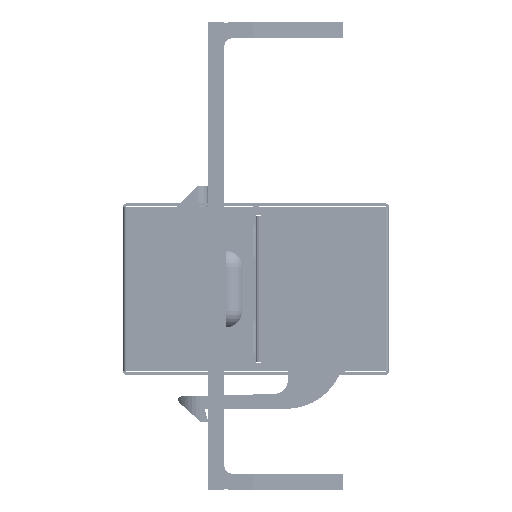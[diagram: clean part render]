
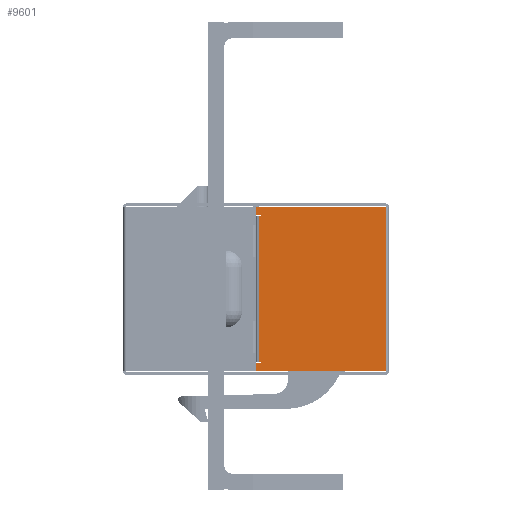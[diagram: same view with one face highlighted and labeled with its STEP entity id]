
A CAD part, left-side view. The second image highlights one B-rep face of the part: STEP entity #9601.
In plain terms, the highlighted face is planar.
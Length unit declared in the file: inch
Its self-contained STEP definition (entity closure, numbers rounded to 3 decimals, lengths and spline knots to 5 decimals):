
#19 = CARTESIAN_POINT ( 'NONE',  ( 0.30394, -0.2874, -0.48228 ) ) ;
#805 = DIRECTION ( 'NONE',  ( 0., 0., -1. ) ) ;
#1265 = LINE ( 'NONE', #60646, #30676 ) ;
#3578 = VECTOR ( 'NONE', #41340, 39.37008 ) ;
#3906 = DIRECTION ( 'NONE',  ( 0., -1., 0. ) ) ;
#4004 = VERTEX_POINT ( 'NONE', #17765 ) ;
#4917 = AXIS2_PLACEMENT_3D ( 'NONE', #63424, #75161, #40150 ) ;
#5448 = LINE ( 'NONE', #58722, #3578 ) ;
#5538 = CIRCLE ( 'NONE', #38293, 0.00246 ) ;
#6837 = CARTESIAN_POINT ( 'NONE',  ( -0.30394, -0.2874, -0.48228 ) ) ;
#7078 = CARTESIAN_POINT ( 'NONE',  ( -0.2685, -0.2874, -0.46654 ) ) ;
#7794 = ORIENTED_EDGE ( 'NONE', *, *, #64197, .T. ) ;
#9601 = ADVANCED_FACE ( 'NONE', ( #10686 ), #34270, .F. ) ;
#10686 = FACE_OUTER_BOUND ( 'NONE', #40058, .T. ) ;
#11744 = ORIENTED_EDGE ( 'NONE', *, *, #54967, .T. ) ;
#11975 = VERTEX_POINT ( 'NONE', #49315 ) ;
#12524 = DIRECTION ( 'NONE',  ( 1., 0., 0. ) ) ;
#13890 = CARTESIAN_POINT ( 'NONE',  ( 0.30394, -0.2874, -0.48228 ) ) ;
#14664 = DIRECTION ( 'NONE',  ( 1., 0., 0. ) ) ;
#14988 = VECTOR ( 'NONE', #14664, 39.37008 ) ;
#15353 = CARTESIAN_POINT ( 'NONE',  ( -0.27343, -0.2874, 0. ) ) ;
#16838 = LINE ( 'NONE', #67176, #14988 ) ;
#17765 = CARTESIAN_POINT ( 'NONE',  ( 0.27343, -0.2874, -0.46654 ) ) ;
#19089 = EDGE_CURVE ( 'NONE', #73688, #53988, #24500, .T. ) ;
#19789 = DIRECTION ( 'NONE',  ( 1., 0., 0. ) ) ;
#20380 = VERTEX_POINT ( 'NONE', #19 ) ;
#20744 = ORIENTED_EDGE ( 'NONE', *, *, #41323, .T. ) ;
#21174 = CARTESIAN_POINT ( 'NONE',  ( -0.30394, -0.2874, -0.00315 ) ) ;
#21874 = CARTESIAN_POINT ( 'NONE',  ( -0.30394, -0.2874, -0.48228 ) ) ;
#23259 = ORIENTED_EDGE ( 'NONE', *, *, #32158, .F. ) ;
#23799 = DIRECTION ( 'NONE',  ( 0., 0., 1. ) ) ;
#24500 = CIRCLE ( 'NONE', #27406, 0.00246 ) ;
#26032 = EDGE_CURVE ( 'NONE', #55174, #11975, #74982, .T. ) ;
#27406 = AXIS2_PLACEMENT_3D ( 'NONE', #39084, #3906, #44978 ) ;
#27746 = DIRECTION ( 'NONE',  ( 0., 0., -1. ) ) ;
#28285 = VECTOR ( 'NONE', #805, 39.37008 ) ;
#28534 = VECTOR ( 'NONE', #62212, 39.37008 ) ;
#29155 = VERTEX_POINT ( 'NONE', #48094 ) ;
#30085 = CARTESIAN_POINT ( 'NONE',  ( 0.2685, -0.2874, 0. ) ) ;
#30676 = VECTOR ( 'NONE', #66541, 39.37008 ) ;
#31752 = CARTESIAN_POINT ( 'NONE',  ( 0.2685, -0.2874, -0.46654 ) ) ;
#32146 = ORIENTED_EDGE ( 'NONE', *, *, #42311, .F. ) ;
#32158 = EDGE_CURVE ( 'NONE', #35084, #41180, #16838, .T. ) ;
#32972 = LINE ( 'NONE', #53009, #46706 ) ;
#33164 = ORIENTED_EDGE ( 'NONE', *, *, #62594, .F. ) ;
#34270 = PLANE ( 'NONE',  #4917 ) ;
#34420 = CARTESIAN_POINT ( 'NONE',  ( -0.27343, -0.2874, -0.48228 ) ) ;
#34757 = DIRECTION ( 'NONE',  ( 0., -1., 0. ) ) ;
#35084 = VERTEX_POINT ( 'NONE', #21174 ) ;
#35523 = EDGE_CURVE ( 'NONE', #29155, #73688, #42818, .T. ) ;
#35765 = CARTESIAN_POINT ( 'NONE',  ( 0.30394, -0.2874, -0.00315 ) ) ;
#35874 = VERTEX_POINT ( 'NONE', #34420 ) ;
#38293 = AXIS2_PLACEMENT_3D ( 'NONE', #69782, #34757, #75635 ) ;
#39084 = CARTESIAN_POINT ( 'NONE',  ( -0.27096, -0.2874, -0.46654 ) ) ;
#40058 = EDGE_LOOP ( 'NONE', ( #57881, #49063, #48024, #50101, #45544, #32146, #33164, #20744, #46841, #23259, #7794, #11744 ) ) ;
#40150 = DIRECTION ( 'NONE',  ( 0., 0., 1. ) ) ;
#41006 = VECTOR ( 'NONE', #49024, 39.37008 ) ;
#41180 = VERTEX_POINT ( 'NONE', #35765 ) ;
#41323 = EDGE_CURVE ( 'NONE', #71649, #20380, #71457, .T. ) ;
#41340 = DIRECTION ( 'NONE',  ( 0., 0., 1. ) ) ;
#42311 = EDGE_CURVE ( 'NONE', #4004, #55174, #5538, .T. ) ;
#42818 = LINE ( 'NONE', #66436, #41006 ) ;
#44118 = LINE ( 'NONE', #15353, #28534 ) ;
#44978 = DIRECTION ( 'NONE',  ( 0., 0., 1. ) ) ;
#45544 = ORIENTED_EDGE ( 'NONE', *, *, #26032, .F. ) ;
#46706 = VECTOR ( 'NONE', #23799, 39.37008 ) ;
#46740 = VERTEX_POINT ( 'NONE', #6837 ) ;
#46841 = ORIENTED_EDGE ( 'NONE', *, *, #70485, .T. ) ;
#47417 = CARTESIAN_POINT ( 'NONE',  ( 0.30394, -0.2874, -0.48228 ) ) ;
#48024 = ORIENTED_EDGE ( 'NONE', *, *, #35523, .F. ) ;
#48033 = LINE ( 'NONE', #47417, #63610 ) ;
#48094 = CARTESIAN_POINT ( 'NONE',  ( -0.2685, -0.2874, -0.47146 ) ) ;
#49024 = DIRECTION ( 'NONE',  ( 0., 0., 1. ) ) ;
#49063 = ORIENTED_EDGE ( 'NONE', *, *, #19089, .F. ) ;
#49315 = CARTESIAN_POINT ( 'NONE',  ( 0.2685, -0.2874, -0.47146 ) ) ;
#50101 = ORIENTED_EDGE ( 'NONE', *, *, #51845, .T. ) ;
#51845 = EDGE_CURVE ( 'NONE', #29155, #11975, #1265, .T. ) ;
#53009 = CARTESIAN_POINT ( 'NONE',  ( 0.30394, -0.2874, 0. ) ) ;
#53186 = CARTESIAN_POINT ( 'NONE',  ( -0.27343, -0.2874, -0.46654 ) ) ;
#53988 = VERTEX_POINT ( 'NONE', #53186 ) ;
#54967 = EDGE_CURVE ( 'NONE', #46740, #35874, #48033, .T. ) ;
#55174 = VERTEX_POINT ( 'NONE', #31752 ) ;
#55896 = VECTOR ( 'NONE', #19789, 39.37008 ) ;
#57881 = ORIENTED_EDGE ( 'NONE', *, *, #74816, .F. ) ;
#58722 = CARTESIAN_POINT ( 'NONE',  ( 0.27343, -0.2874, 0. ) ) ;
#60646 = CARTESIAN_POINT ( 'NONE',  ( -0.2685, -0.2874, -0.47146 ) ) ;
#62212 = DIRECTION ( 'NONE',  ( 0., 0., -1. ) ) ;
#62594 = EDGE_CURVE ( 'NONE', #71649, #4004, #5448, .T. ) ;
#62879 = VECTOR ( 'NONE', #27746, 39.37008 ) ;
#63424 = CARTESIAN_POINT ( 'NONE',  ( 0.30394, -0.2874, 0. ) ) ;
#63610 = VECTOR ( 'NONE', #12524, 39.37008 ) ;
#64197 = EDGE_CURVE ( 'NONE', #35084, #46740, #64742, .T. ) ;
#64742 = LINE ( 'NONE', #21874, #62879 ) ;
#65345 = CARTESIAN_POINT ( 'NONE',  ( 0.27343, -0.2874, -0.48228 ) ) ;
#66436 = CARTESIAN_POINT ( 'NONE',  ( -0.2685, -0.2874, 0. ) ) ;
#66541 = DIRECTION ( 'NONE',  ( 1., 0., 0. ) ) ;
#67176 = CARTESIAN_POINT ( 'NONE',  ( 0.30394, -0.2874, -0.00315 ) ) ;
#69782 = CARTESIAN_POINT ( 'NONE',  ( 0.27096, -0.2874, -0.46654 ) ) ;
#70485 = EDGE_CURVE ( 'NONE', #20380, #41180, #32972, .T. ) ;
#71457 = LINE ( 'NONE', #13890, #55896 ) ;
#71649 = VERTEX_POINT ( 'NONE', #65345 ) ;
#73688 = VERTEX_POINT ( 'NONE', #7078 ) ;
#74816 = EDGE_CURVE ( 'NONE', #53988, #35874, #44118, .T. ) ;
#74982 = LINE ( 'NONE', #30085, #28285 ) ;
#75161 = DIRECTION ( 'NONE',  ( 0., 1., 0. ) ) ;
#75635 = DIRECTION ( 'NONE',  ( 0., 0., 1. ) ) ;
